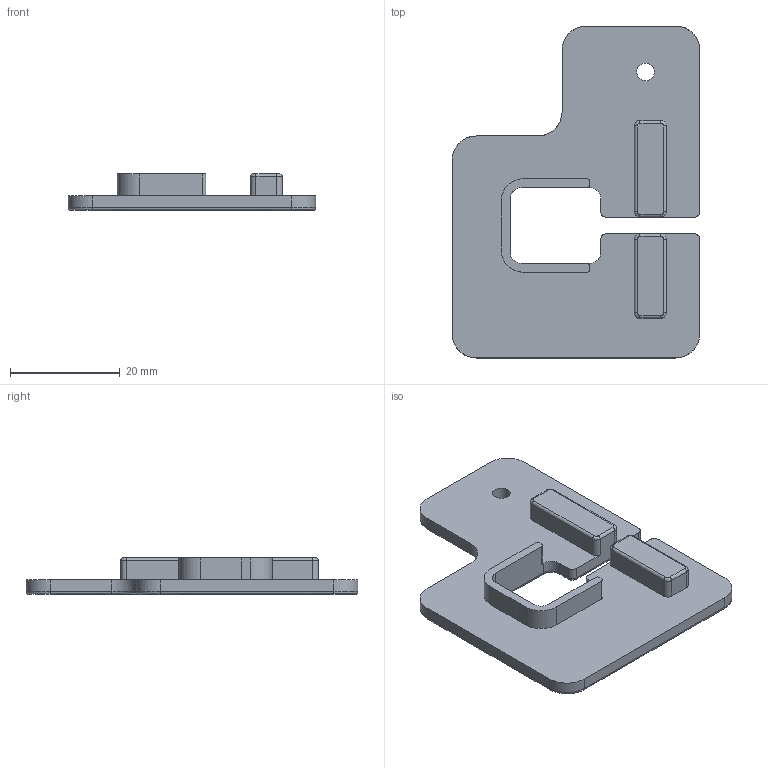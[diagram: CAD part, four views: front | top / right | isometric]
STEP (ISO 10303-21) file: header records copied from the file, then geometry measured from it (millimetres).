
FILE_DESCRIPTION(/* description */ (''),/* implementation_level */ '2;1');
FILE_NAME(/* name */ 'z_belt_cover_a_mod.step',/* time_stamp */ '2022-11-28T23:59:48+09:00',/* author */ (''),/* organization */ (''),/* preprocessor_version */ 'ST-DEVELOPER v19.2',/* originating_system */ 'Autodesk Translation Framework v11.17.0.187',/* authorisation */ '');
FILE_SCHEMA (('AUTOMOTIVE_DESIGN { 1 0 10303 214 3 1 1 }'));
Length unit declared in the file: millimetre
Products named in the file (1): z_belt_cover_a_mod
Bounding box: 45.04 x 60.4 x 6.6 mm (x, y, z)
Volume: 6259.6 mm3; surface area: 5429.9 mm2
Topology: 1 solids, 1 shells, 107 faces, 271 edges, 166 vertices
Faces by surface type: cylinder 39, bspline 36, plane 32
Full cylindrical faces by diameter (mm): 3.2 x1
Entity records: 3911 total; most frequent: CARTESIAN_POINT 1531, ORIENTED_EDGE 542, DIRECTION 403, EDGE_CURVE 271, VERTEX_POINT 166, AXIS2_PLACEMENT_3D 144, LINE 115, VECTOR 115
